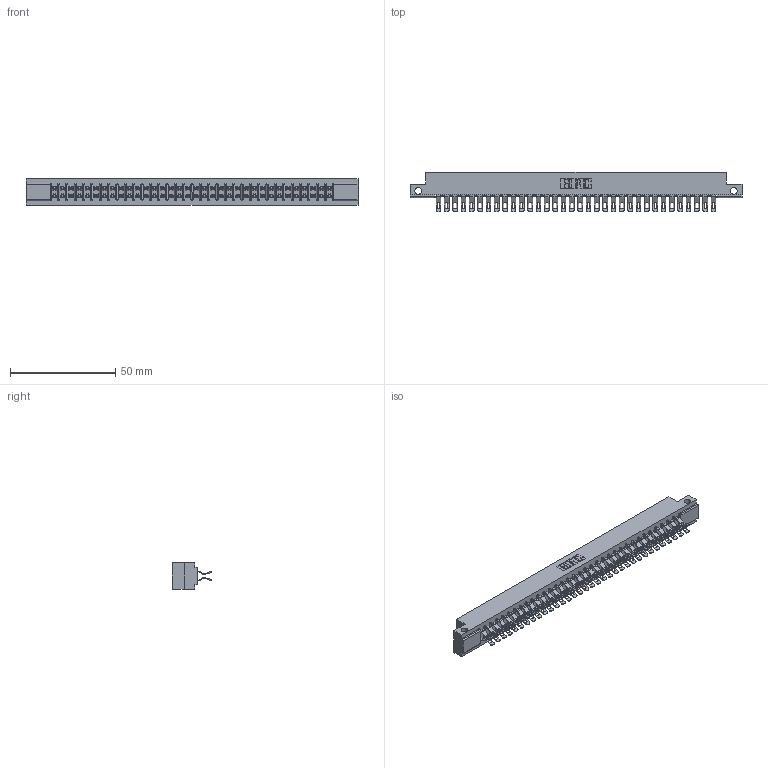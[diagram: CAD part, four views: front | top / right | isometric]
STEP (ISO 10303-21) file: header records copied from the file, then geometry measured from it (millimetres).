
FILE_DESCRIPTION (( 'STEP AP203' ), '1' );
FILE_NAME ('357-068-455-212.STEP', '2020-10-04T23:42:48', ( '' ), ( '' ), 'SwSTEP 2.0', 'SolidWorks 2020', '' );
FILE_SCHEMA (( 'CONFIG_CONTROL_DESIGN' ));
Length unit declared in the file: inch
Products named in the file (3): 307-290-001_555; 307 Part_.128 Dia Side Mounting Holes; 357-068-455-212
Assembly tree (69 placements, depth 2):
  357-068-455-212
    307 Part_.128 Dia Side Mounting Holes
    307-290-001_555  x68
Bounding box: 157.73 x 18.75 x 12.7 mm (x, y, z)
Volume: 16776.9 mm3; surface area: 21476.1 mm2
Topology: 69 solids, 69 shells, 4301 faces, 12631 edges, 8234 vertices
Faces by surface type: plane 2382, cylinder 1849, sphere 70
Entity records: 31761 total; most frequent: CARTESIAN_POINT 5202, ORIENTED_EDGE 5156, DIRECTION 5106, EDGE_CURVE 2578, VECTOR 1962, LINE 1962, VERTEX_POINT 1668, AXIS2_PLACEMENT_3D 1572
